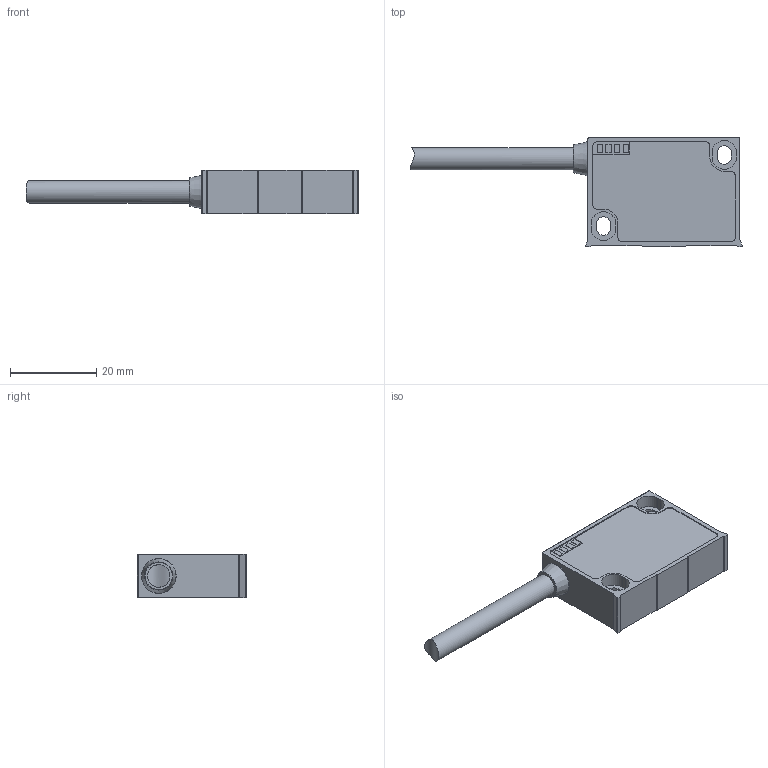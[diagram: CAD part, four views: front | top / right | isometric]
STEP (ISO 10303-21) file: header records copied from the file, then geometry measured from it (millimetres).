
FILE_DESCRIPTION(/* description */ (''),/* implementation_level */ '2;1');
FILE_NAME(/* name */ 'ipf_z3d_MW98C847.stp',/* time_stamp */ '2018-08-03T11:12:08+02:00',/* author */ ('g.aydin'),/* organization */ (''),/* preprocessor_version */ 'ST-DEVELOPER v15.2',/* originating_system */ 'Autodesk Inventor 2014',/* authorisation */ '');
FILE_SCHEMA (('AUTOMOTIVE_DESIGN { 1 0 10303 214 3 1 1 }'));
Length unit declared in the file: millimetre
Products named in the file (2): MW98C847; ipf_z3d_MW98C847
Bounding box: 76.96 x 25.4 x 10 mm (x, y, z)
Volume: 9255 mm3; surface area: 3989.2 mm2
Topology: 1 solids, 1 shells, 118 faces, 309 edges, 206 vertices
Faces by surface type: plane 81, cylinder 33, torus 2, bspline 1, cone 1
Full cylindrical faces by diameter (mm): 5.2 x1
Entity records: 3845 total; most frequent: CARTESIAN_POINT 702, ORIENTED_EDGE 606, DIRECTION 603, EDGE_CURVE 303, LINE 233, VECTOR 233, VERTEX_POINT 204, AXIS2_PLACEMENT_3D 185
